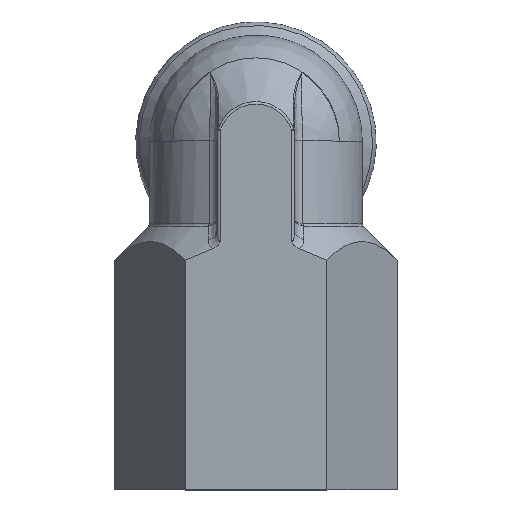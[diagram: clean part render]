
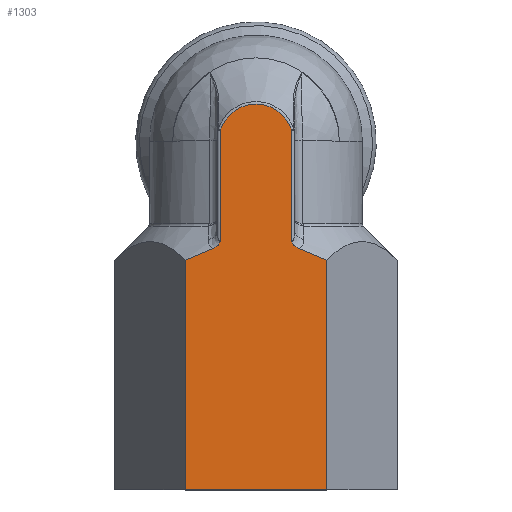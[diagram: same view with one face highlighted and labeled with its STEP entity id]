
A CAD part, top view. The second image highlights one B-rep face of the part: STEP entity #1303.
In plain terms, the highlighted planar face has unit normal (0, 0, 1).
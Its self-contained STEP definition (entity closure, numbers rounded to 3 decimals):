
#17=(
BOUNDED_CURVE()
B_SPLINE_CURVE(2,(#3065,#3066,#3067),.UNSPECIFIED.,.F.,.F.)
B_SPLINE_CURVE_WITH_KNOTS((3,3),(-5.162,-4.247),
 .UNSPECIFIED.)
CURVE()
GEOMETRIC_REPRESENTATION_ITEM()
RATIONAL_B_SPLINE_CURVE((1.979,1.946,1.893))
REPRESENTATION_ITEM('')
);
#44=LINE('',#2954,#80);
#47=LINE('',#3030,#83);
#48=LINE('',#3069,#84);
#49=LINE('',#3071,#85);
#50=LINE('',#3073,#86);
#80=VECTOR('',#1575,1.);
#83=VECTOR('',#1584,1.);
#84=VECTOR('',#1585,1.);
#85=VECTOR('',#1586,1.);
#86=VECTOR('',#1587,1.);
#168=B_SPLINE_CURVE_WITH_KNOTS('',3,(#3032,#3033,#3034,#3035),
 .UNSPECIFIED.,.F.,.F.,(4,4),(8.96,8.971),
 .UNSPECIFIED.);
#169=B_SPLINE_CURVE_WITH_KNOTS('',5,(#3037,#3038,#3039,#3040,#3041,#3042,
#3043,#3044,#3045,#3046,#3047,#3048,#3049,#3050,#3051,#3052,#3053,#3054,
#3055,#3056,#3057,#3058,#3059,#3060,#3061,#3062,#3063),.UNSPECIFIED.,.F.,
 .F.,(6,3,3,3,3,3,3,3,6),(0.,0.033,0.529,2.856,
5.152,7.549,8.613,8.924,8.96),
 .UNSPECIFIED.);
#170=B_SPLINE_CURVE_WITH_KNOTS('',5,(#3075,#3076,#3077,#3078,#3079,#3080),
 .UNSPECIFIED.,.F.,.F.,(6,6),(86.14,105.208),
 .UNSPECIFIED.);
#171=B_SPLINE_CURVE_WITH_KNOTS('',5,(#3082,#3083,#3084,#3085,#3086,#3087,
#3088,#3089,#3090,#3091,#3092,#3093,#3094,#3095,#3096,#3097,#3098,#3099,
#3100,#3101,#3102),.UNSPECIFIED.,.F.,.F.,(6,3,3,3,3,3,6),(0.,2.228,
5.152,7.549,8.613,8.924,8.96),
 .UNSPECIFIED.);
#172=B_SPLINE_CURVE_WITH_KNOTS('',3,(#3103,#3104,#3105,#3106),
 .UNSPECIFIED.,.F.,.F.,(4,4),(8.96,8.971),.UNSPECIFIED.);
#265=FACE_OUTER_BOUND('',#347,.T.);
#347=EDGE_LOOP('',(#850,#851,#852,#853,#854,#855,#856,#857,#858,#859,#860,
#861));
#428=CIRCLE('',#1407,5.758);
#494=VERTEX_POINT('',#2228);
#495=VERTEX_POINT('',#2232);
#505=VERTEX_POINT('',#2953);
#508=VERTEX_POINT('',#3029);
#509=VERTEX_POINT('',#3031);
#510=VERTEX_POINT('',#3036);
#511=VERTEX_POINT('',#3064);
#512=VERTEX_POINT('',#3068);
#513=VERTEX_POINT('',#3070);
#514=VERTEX_POINT('',#3072);
#515=VERTEX_POINT('',#3074);
#516=VERTEX_POINT('',#3081);
#619=EDGE_CURVE('',#495,#494,#428,.F.);
#633=EDGE_CURVE('',#505,#495,#44,.T.);
#638=EDGE_CURVE('',#494,#508,#47,.F.);
#639=EDGE_CURVE('',#508,#509,#168,.F.);
#640=EDGE_CURVE('',#509,#510,#169,.F.);
#641=EDGE_CURVE('',#511,#510,#17,.F.);
#642=EDGE_CURVE('',#512,#511,#48,.T.);
#643=EDGE_CURVE('',#513,#512,#49,.T.);
#644=EDGE_CURVE('',#513,#514,#50,.F.);
#645=EDGE_CURVE('',#515,#514,#170,.T.);
#646=EDGE_CURVE('',#515,#516,#171,.T.);
#647=EDGE_CURVE('',#516,#505,#172,.T.);
#850=ORIENTED_EDGE('',*,*,#619,.T.);
#851=ORIENTED_EDGE('',*,*,#638,.T.);
#852=ORIENTED_EDGE('',*,*,#639,.T.);
#853=ORIENTED_EDGE('',*,*,#640,.T.);
#854=ORIENTED_EDGE('',*,*,#641,.F.);
#855=ORIENTED_EDGE('',*,*,#642,.F.);
#856=ORIENTED_EDGE('',*,*,#643,.F.);
#857=ORIENTED_EDGE('',*,*,#644,.T.);
#858=ORIENTED_EDGE('',*,*,#645,.F.);
#859=ORIENTED_EDGE('',*,*,#646,.T.);
#860=ORIENTED_EDGE('',*,*,#647,.T.);
#861=ORIENTED_EDGE('',*,*,#633,.T.);
#1197=PLANE('',#1417);
#1303=ADVANCED_FACE('',(#265),#1197,.F.);
#1407=AXIS2_PLACEMENT_3D('',#2236,#1559,#1560);
#1417=AXIS2_PLACEMENT_3D('',#3028,#1582,#1583);
#1559=DIRECTION('center_axis',(0.,0.,
-1.));
#1560=DIRECTION('ref_axis',(-1.,0.,0.));
#1575=DIRECTION('',(0.,1.,0.));
#1582=DIRECTION('center_axis',(0.,0.,
-1.));
#1583=DIRECTION('ref_axis',(-1.,0.,0.));
#1584=DIRECTION('',(0.,1.,0.));
#1585=DIRECTION('',(0.,1.,0.));
#1586=DIRECTION('',(-1.,0.,0.));
#1587=DIRECTION('',(0.,-1.,0.));
#2228=CARTESIAN_POINT('',(-5.5,1.705,19.));
#2232=CARTESIAN_POINT('',(5.5,1.705,19.));
#2236=CARTESIAN_POINT('Origin',(0.,0.,
19.));
#2953=CARTESIAN_POINT('',(5.5,-15.381,19.));
#2954=CARTESIAN_POINT('',(5.5,-24.,19.));
#3028=CARTESIAN_POINT('Origin',(10.969,-54.,19.));
#3029=CARTESIAN_POINT('',(-5.5,-15.381,19.));
#3030=CARTESIAN_POINT('',(-5.5,-6.838,19.));
#3031=CARTESIAN_POINT('',(-5.5,-15.383,19.));
#3032=CARTESIAN_POINT('Ctrl Pts',(-5.5,-15.383,19.));
#3033=CARTESIAN_POINT('Ctrl Pts',(-5.5,-15.383,19.));
#3034=CARTESIAN_POINT('Ctrl Pts',(-5.5,-15.383,19.));
#3035=CARTESIAN_POINT('Ctrl Pts',(-5.5,-15.381,19.));
#3036=CARTESIAN_POINT('',(-6.728,-16.657,19.));
#3037=CARTESIAN_POINT('Ctrl Pts',(-6.728,-16.657,19.));
#3038=CARTESIAN_POINT('Ctrl Pts',(-6.726,-16.656,19.));
#3039=CARTESIAN_POINT('Ctrl Pts',(-6.723,-16.655,19.));
#3040=CARTESIAN_POINT('Ctrl Pts',(-6.721,-16.655,19.));
#3041=CARTESIAN_POINT('Ctrl Pts',(-6.683,-16.642,19.));
#3042=CARTESIAN_POINT('Ctrl Pts',(-6.646,-16.628,19.));
#3043=CARTESIAN_POINT('Ctrl Pts',(-6.613,-16.615,19.));
#3044=CARTESIAN_POINT('Ctrl Pts',(-6.425,-16.537,19.));
#3045=CARTESIAN_POINT('Ctrl Pts',(-6.265,-16.445,19.));
#3046=CARTESIAN_POINT('Ctrl Pts',(-6.15,-16.363,19.));
#3047=CARTESIAN_POINT('Ctrl Pts',(-5.957,-16.199,19.));
#3048=CARTESIAN_POINT('Ctrl Pts',(-5.822,-16.041,19.));
#3049=CARTESIAN_POINT('Ctrl Pts',(-5.767,-15.966,19.));
#3050=CARTESIAN_POINT('Ctrl Pts',(-5.676,-15.824,19.));
#3051=CARTESIAN_POINT('Ctrl Pts',(-5.615,-15.701,19.));
#3052=CARTESIAN_POINT('Ctrl Pts',(-5.59,-15.644,19.));
#3053=CARTESIAN_POINT('Ctrl Pts',(-5.559,-15.565,19.));
#3054=CARTESIAN_POINT('Ctrl Pts',(-5.533,-15.489,19.));
#3055=CARTESIAN_POINT('Ctrl Pts',(-5.526,-15.466,19.));
#3056=CARTESIAN_POINT('Ctrl Pts',(-5.516,-15.436,19.));
#3057=CARTESIAN_POINT('Ctrl Pts',(-5.508,-15.407,19.));
#3058=CARTESIAN_POINT('Ctrl Pts',(-5.505,-15.4,19.));
#3059=CARTESIAN_POINT('Ctrl Pts',(-5.504,-15.392,19.));
#3060=CARTESIAN_POINT('Ctrl Pts',(-5.501,-15.385,19.));
#3061=CARTESIAN_POINT('Ctrl Pts',(-5.501,-15.384,19.));
#3062=CARTESIAN_POINT('Ctrl Pts',(-5.501,-15.384,19.));
#3063=CARTESIAN_POINT('Ctrl Pts',(-5.5,-15.383,19.));
#3064=CARTESIAN_POINT('',(-10.97,-18.44,19.));
#3065=CARTESIAN_POINT('Ctrl Pts',(-6.728,-16.657,19.));
#3066=CARTESIAN_POINT('Ctrl Pts',(-8.759,-17.335,19.));
#3067=CARTESIAN_POINT('Ctrl Pts',(-10.97,-18.44,19.));
#3068=CARTESIAN_POINT('',(-10.97,-54.,19.));
#3069=CARTESIAN_POINT('',(-10.97,-36.22,19.));
#3070=CARTESIAN_POINT('',(10.969,-54.,19.));
#3071=CARTESIAN_POINT('',(0.,-54.,19.));
#3072=CARTESIAN_POINT('',(10.969,-18.44,19.));
#3073=CARTESIAN_POINT('',(10.969,-36.22,19.));
#3074=CARTESIAN_POINT('',(6.727,-16.657,19.));
#3075=CARTESIAN_POINT('Ctrl Pts',(6.727,-16.657,19.));
#3076=CARTESIAN_POINT('Ctrl Pts',(7.519,-16.921,19.));
#3077=CARTESIAN_POINT('Ctrl Pts',(8.334,-17.228,19.));
#3078=CARTESIAN_POINT('Ctrl Pts',(9.176,-17.58,19.));
#3079=CARTESIAN_POINT('Ctrl Pts',(10.053,-17.982,19.));
#3080=CARTESIAN_POINT('Ctrl Pts',(10.969,-18.44,19.));
#3081=CARTESIAN_POINT('',(5.5,-15.383,19.));
#3082=CARTESIAN_POINT('Ctrl Pts',(6.727,-16.657,19.));
#3083=CARTESIAN_POINT('Ctrl Pts',(6.568,-16.604,19.));
#3084=CARTESIAN_POINT('Ctrl Pts',(6.424,-16.538,19.));
#3085=CARTESIAN_POINT('Ctrl Pts',(6.297,-16.464,19.));
#3086=CARTESIAN_POINT('Ctrl Pts',(6.043,-16.286,19.));
#3087=CARTESIAN_POINT('Ctrl Pts',(5.868,-16.103,19.));
#3088=CARTESIAN_POINT('Ctrl Pts',(5.792,-16.004,19.));
#3089=CARTESIAN_POINT('Ctrl Pts',(5.683,-15.84,19.));
#3090=CARTESIAN_POINT('Ctrl Pts',(5.614,-15.701,19.));
#3091=CARTESIAN_POINT('Ctrl Pts',(5.589,-15.644,19.));
#3092=CARTESIAN_POINT('Ctrl Pts',(5.558,-15.565,19.));
#3093=CARTESIAN_POINT('Ctrl Pts',(5.532,-15.489,19.));
#3094=CARTESIAN_POINT('Ctrl Pts',(5.525,-15.466,19.));
#3095=CARTESIAN_POINT('Ctrl Pts',(5.516,-15.436,19.));
#3096=CARTESIAN_POINT('Ctrl Pts',(5.507,-15.407,19.));
#3097=CARTESIAN_POINT('Ctrl Pts',(5.505,-15.4,19.));
#3098=CARTESIAN_POINT('Ctrl Pts',(5.503,-15.392,19.));
#3099=CARTESIAN_POINT('Ctrl Pts',(5.5,-15.385,19.));
#3100=CARTESIAN_POINT('Ctrl Pts',(5.5,-15.384,19.));
#3101=CARTESIAN_POINT('Ctrl Pts',(5.5,-15.384,19.));
#3102=CARTESIAN_POINT('Ctrl Pts',(5.5,-15.383,19.));
#3103=CARTESIAN_POINT('Ctrl Pts',(5.5,-15.383,19.));
#3104=CARTESIAN_POINT('Ctrl Pts',(5.499,-15.383,19.));
#3105=CARTESIAN_POINT('Ctrl Pts',(5.499,-15.383,19.));
#3106=CARTESIAN_POINT('Ctrl Pts',(5.5,-15.381,19.));
